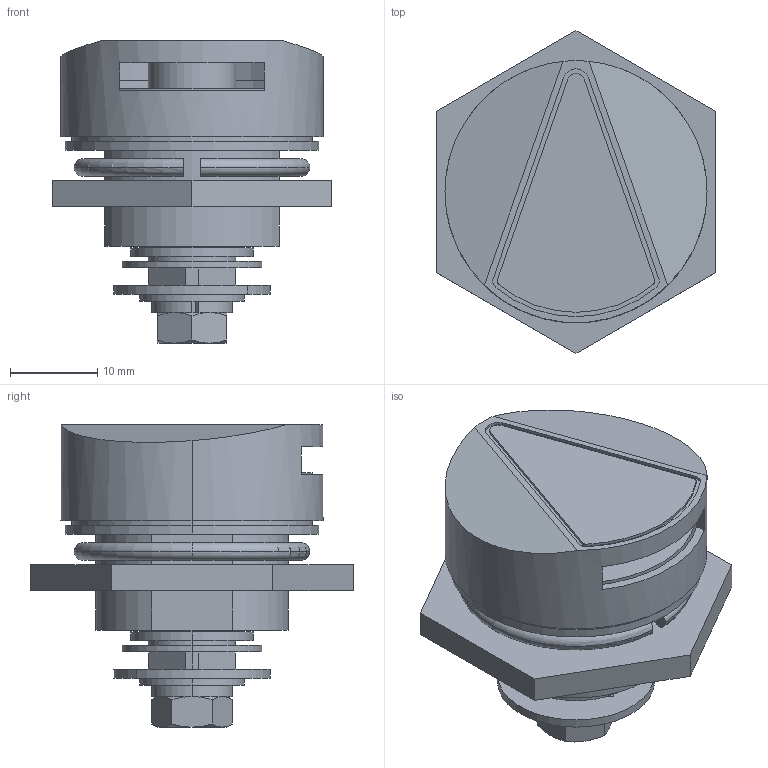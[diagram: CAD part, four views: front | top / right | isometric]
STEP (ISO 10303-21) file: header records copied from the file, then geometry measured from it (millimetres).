
FILE_DESCRIPTION (( 'STEP AP203' ), '1' );
FILE_NAME ('A-1316-4.STEP', '2021-07-02T07:19:27', ( '' ), ( '' ), 'SwSTEP 2.0', 'SolidWorks 2018', '' );
FILE_SCHEMA (( 'CONFIG_CONTROL_DESIGN' ));
Length unit declared in the file: millimetre
Products named in the file (10): A-1316-4; A-1316-4_cover_; A-1316-4_Square Spacer_; A-1316-4_packing_; A-1316-4_color_; A-1316-4_hex head bolt__M5x10十字穴付六角ボルト(SUS)ダブルセムス(P3)旧JIS; A-1316-4_nut_; A-1316-4_Ring Washer_; A-1316-4_spacer_; A-1316-4_body_
Assembly tree (9 placements, depth 2):
  A-1316-4
    A-1316-4_body_
    A-1316-4_cover_
    A-1316-4_packing_
    A-1316-4_color_
    A-1316-4_Ring Washer_
    A-1316-4_nut_
    A-1316-4_Square Spacer_
    A-1316-4_spacer_
    A-1316-4_hex head bolt__M5x10十字穴付六角ボルト(SUS)ダブルセムス(P3)旧JIS
Bounding box: 32 x 36.95 x 34.6 mm (x, y, z)
Volume: 11724.3 mm3; surface area: 12141 mm2
Topology: 9 solids, 9 shells, 189 faces, 455 edges, 295 vertices
Faces by surface type: plane 98, cylinder 69, cone 16, torus 6
Entity records: 6735 total; most frequent: CARTESIAN_POINT 1157, DIRECTION 995, ORIENTED_EDGE 906, EDGE_CURVE 453, AXIS2_PLACEMENT_3D 381, VERTEX_POINT 295, LINE 233, VECTOR 233
